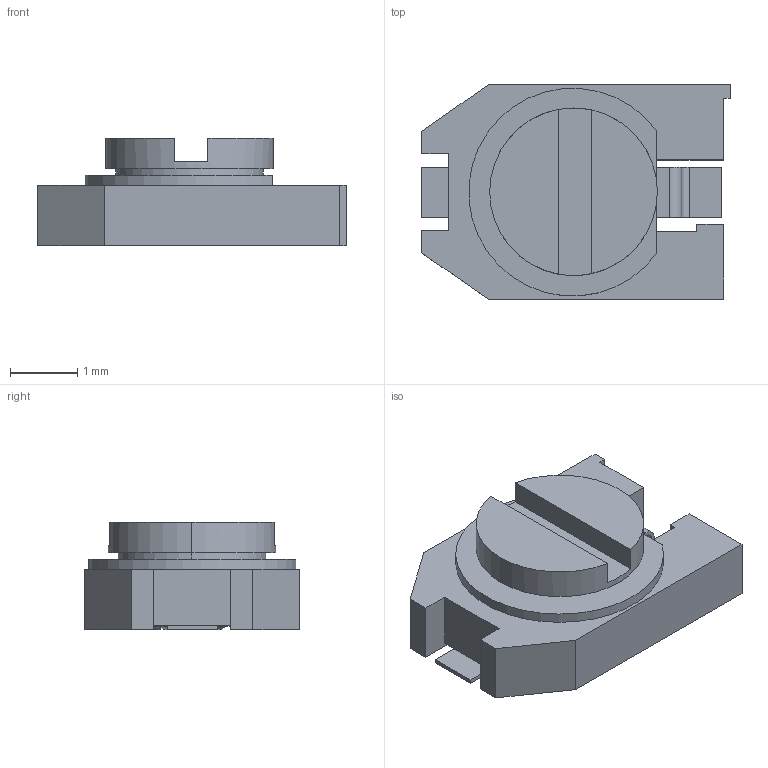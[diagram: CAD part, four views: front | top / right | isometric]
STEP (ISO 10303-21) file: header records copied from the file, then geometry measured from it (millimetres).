
FILE_DESCRIPTION (( 'STEP AP214' ), '1' );
FILE_NAME ('User Library-TZC3.STEP', '2020-05-24T11:11:09', ( '' ), ( '' ), 'SwSTEP 2.0', 'SolidWorks 2019', '' );
FILE_SCHEMA (( 'AUTOMOTIVE_DESIGN' ));
Length unit declared in the file: millimetre
Products named in the file (9): 6; 7; 4_TZC3R100A110B00; 8; 2; User Library-TZC3; 5; 3; 1___ _________
Assembly tree (8 placements, depth 2):
  User Library-TZC3
    1___ _________
    2
    3
    4_TZC3R100A110B00
    5
    6
    7
    8
Bounding box: 4.6 x 3.2 x 1.6 mm (x, y, z)
Volume: 13.7 mm3; surface area: 92.4 mm2
Topology: 8 solids, 8 shells, 83 faces, 194 edges, 126 vertices
Faces by surface type: plane 54, cylinder 20, torus 9
Entity records: 2804 total; most frequent: CARTESIAN_POINT 471, DIRECTION 439, ORIENTED_EDGE 388, EDGE_CURVE 194, AXIS2_PLACEMENT_3D 155, VECTOR 129, LINE 129, VERTEX_POINT 126
